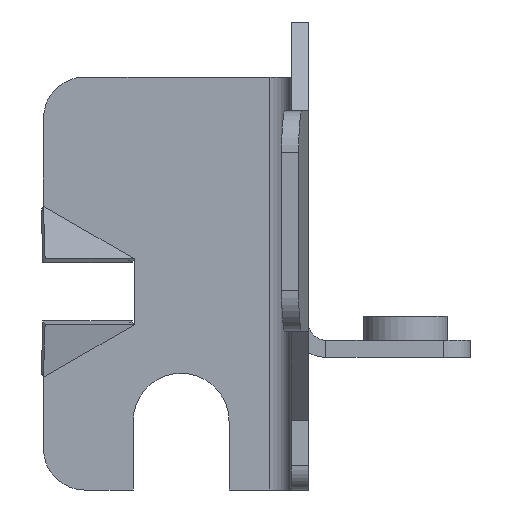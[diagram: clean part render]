
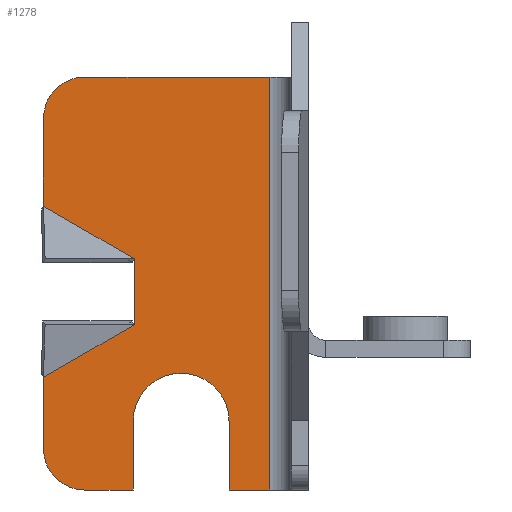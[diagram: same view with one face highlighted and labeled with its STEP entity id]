
A CAD part, left-side view. The second image highlights one B-rep face of the part: STEP entity #1278.
In plain terms, the highlighted planar face has unit normal (-1, 0, 0).
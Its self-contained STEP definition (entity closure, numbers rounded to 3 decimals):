
#46=PLANE('',#1402);
#100=FACE_OUTER_BOUND('',#191,.T.);
#191=EDGE_LOOP('',(#1001,#1002,#1003,#1004,#1005,#1006,#1007,#1008,#1009,
#1010,#1011,#1012,#1013,#1014));
#254=LINE('',#1913,#383);
#260=LINE('',#1926,#389);
#316=LINE('',#2082,#445);
#319=LINE('',#2088,#448);
#320=LINE('',#2092,#449);
#321=LINE('',#2094,#450);
#322=LINE('',#2096,#451);
#323=LINE('',#2098,#452);
#324=LINE('',#2101,#453);
#325=LINE('',#2103,#454);
#326=LINE('',#2104,#455);
#383=VECTOR('',#1529,1000.);
#389=VECTOR('',#1537,1000.);
#445=VECTOR('',#1659,1000.);
#448=VECTOR('',#1666,1000.);
#449=VECTOR('',#1669,1000.);
#450=VECTOR('',#1670,1000.);
#451=VECTOR('',#1671,1000.);
#452=VECTOR('',#1672,1000.);
#453=VECTOR('',#1675,1000.);
#454=VECTOR('',#1676,1000.);
#455=VECTOR('',#1677,1000.);
#541=CIRCLE('',#1403,1.905);
#542=CIRCLE('',#1404,2.21);
#543=CIRCLE('',#1405,1.905);
#575=VERTEX_POINT('',#1911);
#576=VERTEX_POINT('',#1912);
#581=VERTEX_POINT('',#1923);
#582=VERTEX_POINT('',#1925);
#648=VERTEX_POINT('',#2080);
#649=VERTEX_POINT('',#2081);
#650=VERTEX_POINT('',#2087);
#651=VERTEX_POINT('',#2089);
#652=VERTEX_POINT('',#2091);
#653=VERTEX_POINT('',#2093);
#654=VERTEX_POINT('',#2095);
#655=VERTEX_POINT('',#2097);
#656=VERTEX_POINT('',#2100);
#657=VERTEX_POINT('',#2102);
#696=EDGE_CURVE('',#575,#576,#254,.T.);
#702=EDGE_CURVE('',#582,#581,#260,.T.);
#780=EDGE_CURVE('',#648,#649,#316,.T.);
#783=EDGE_CURVE('',#581,#576,#541,.T.);
#784=EDGE_CURVE('',#575,#650,#319,.T.);
#785=EDGE_CURVE('',#650,#651,#542,.T.);
#786=EDGE_CURVE('',#651,#652,#320,.T.);
#787=EDGE_CURVE('',#653,#652,#321,.T.);
#788=EDGE_CURVE('',#654,#653,#322,.T.);
#789=EDGE_CURVE('',#654,#655,#323,.T.);
#790=EDGE_CURVE('',#655,#648,#543,.T.);
#791=EDGE_CURVE('',#649,#656,#324,.T.);
#792=EDGE_CURVE('',#656,#657,#325,.T.);
#793=EDGE_CURVE('',#657,#582,#326,.T.);
#1001=ORIENTED_EDGE('',*,*,#702,.T.);
#1002=ORIENTED_EDGE('',*,*,#783,.T.);
#1003=ORIENTED_EDGE('',*,*,#696,.F.);
#1004=ORIENTED_EDGE('',*,*,#784,.T.);
#1005=ORIENTED_EDGE('',*,*,#785,.T.);
#1006=ORIENTED_EDGE('',*,*,#786,.T.);
#1007=ORIENTED_EDGE('',*,*,#787,.F.);
#1008=ORIENTED_EDGE('',*,*,#788,.F.);
#1009=ORIENTED_EDGE('',*,*,#789,.T.);
#1010=ORIENTED_EDGE('',*,*,#790,.T.);
#1011=ORIENTED_EDGE('',*,*,#780,.T.);
#1012=ORIENTED_EDGE('',*,*,#791,.T.);
#1013=ORIENTED_EDGE('',*,*,#792,.T.);
#1014=ORIENTED_EDGE('',*,*,#793,.T.);
#1278=ADVANCED_FACE('',(#100),#46,.T.);
#1402=AXIS2_PLACEMENT_3D('',#2085,#1662,#1663);
#1403=AXIS2_PLACEMENT_3D('',#2086,#1664,#1665);
#1404=AXIS2_PLACEMENT_3D('',#2090,#1667,#1668);
#1405=AXIS2_PLACEMENT_3D('',#2099,#1673,#1674);
#1529=DIRECTION('',(0.,1.,0.));
#1537=DIRECTION('',(0.,0.,-1.));
#1659=DIRECTION('',(0.,0.,-1.));
#1662=DIRECTION('center_axis',(-1.,0.,0.));
#1663=DIRECTION('ref_axis',(0.,0.,1.));
#1664=DIRECTION('center_axis',(-1.,0.,0.));
#1665=DIRECTION('ref_axis',(0.,0.,1.));
#1666=DIRECTION('',(0.,0.,1.));
#1667=DIRECTION('center_axis',(1.,0.,0.));
#1668=DIRECTION('ref_axis',(0.,0.,-1.));
#1669=DIRECTION('',(0.,0.,-1.));
#1670=DIRECTION('',(0.,1.,0.));
#1671=DIRECTION('',(0.,0.,-1.));
#1672=DIRECTION('',(0.,1.,0.));
#1673=DIRECTION('center_axis',(-1.,0.,0.));
#1674=DIRECTION('ref_axis',(0.,0.,1.));
#1675=DIRECTION('',(0.,-0.866,-0.5));
#1676=DIRECTION('',(0.,0.,-1.));
#1677=DIRECTION('',(0.,0.866,-0.5));
#1911=CARTESIAN_POINT('',(0.,7.29,0.));
#1912=CARTESIAN_POINT('',(0.,9.525,0.));
#1913=CARTESIAN_POINT('',(0.,0.991,0.));
#1923=CARTESIAN_POINT('',(0.,11.43,1.905));
#1925=CARTESIAN_POINT('',(0.,11.43,5.2));
#1926=CARTESIAN_POINT('',(0.,11.43,21.59));
#2080=CARTESIAN_POINT('',(0.,11.43,17.145));
#2081=CARTESIAN_POINT('',(0.,11.43,13.088));
#2082=CARTESIAN_POINT('',(0.,11.43,21.59));
#2085=CARTESIAN_POINT('Origin',(0.,0.991,21.59));
#2086=CARTESIAN_POINT('Origin',(0.,9.525,1.905));
#2087=CARTESIAN_POINT('',(0.,7.29,3.175));
#2088=CARTESIAN_POINT('',(0.,7.29,3.175));
#2089=CARTESIAN_POINT('',(0.,2.87,3.175));
#2090=CARTESIAN_POINT('Origin',(0.,5.08,3.175));
#2091=CARTESIAN_POINT('',(0.,2.87,0.));
#2092=CARTESIAN_POINT('',(0.,2.87,3.175));
#2093=CARTESIAN_POINT('',(0.,0.991,0.));
#2094=CARTESIAN_POINT('',(0.,0.991,0.));
#2095=CARTESIAN_POINT('',(0.,0.991,19.05));
#2096=CARTESIAN_POINT('',(0.,0.991,21.59));
#2097=CARTESIAN_POINT('',(0.,9.525,19.05));
#2098=CARTESIAN_POINT('',(0.,0.991,19.05));
#2099=CARTESIAN_POINT('Origin',(0.,9.525,17.145));
#2100=CARTESIAN_POINT('',(0.,7.239,10.668));
#2101=CARTESIAN_POINT('',(0.,11.43,13.088));
#2102=CARTESIAN_POINT('',(0.,7.239,7.62));
#2103=CARTESIAN_POINT('',(0.,7.239,10.668));
#2104=CARTESIAN_POINT('',(0.,11.43,5.2));
